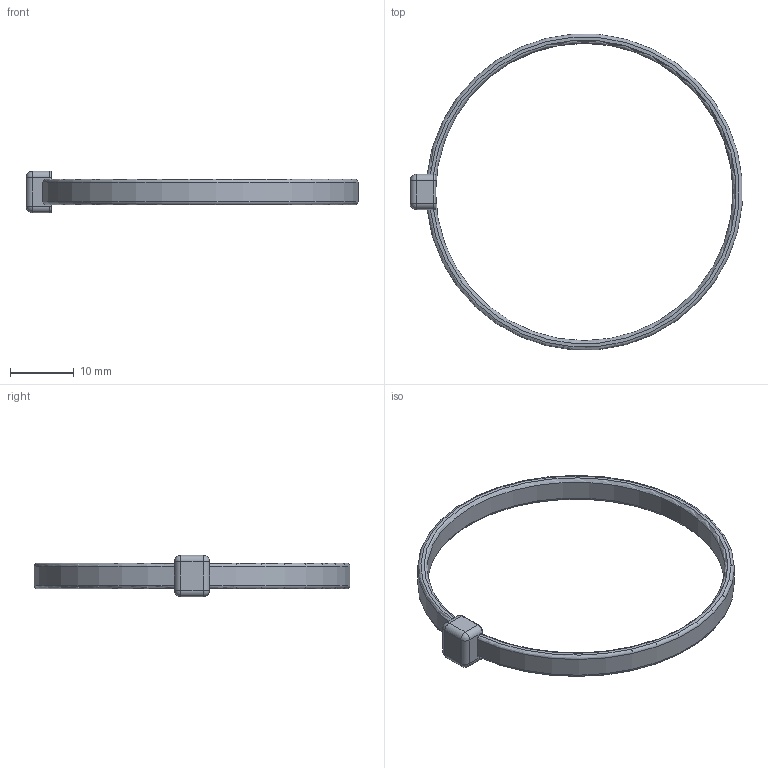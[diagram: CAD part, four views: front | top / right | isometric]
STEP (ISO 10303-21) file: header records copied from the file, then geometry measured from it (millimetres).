
FILE_DESCRIPTION(/* description */ ('CAx-IF Rec.Pracs.---Representation and Presentation of Product Manufacturing Information (PMI)---4.0---2014-10-13','CAx-IF Rec.Pracs.---3D Tessellated Geometry---0.4---2014-09-14','2;1'),/* implementation_level */ '2;1');
FILE_NAME(/* name */ 'M_Zip_Tie_Symbolic_Circular',/* time_stamp */ '2024-04-10T09:55:58+02:00',/* author */ ('Philippe COLBACH'),/* organization */ ('ETH Zurich'),/* preprocessor_version */ 'ST-DEVELOPER v18.1',/* originating_system */ 'SIEMENS PLM Software NX 1988',/* authorisation */ $);
FILE_SCHEMA (('AP242_MANAGED_MODEL_BASED_3D_ENGINEERING_MIM_LF { 1 0 10303 442 3 1 4 }'));
Length unit declared in the file: millimetre
Products named in the file (1): M_Zip_Tie_Symbolic_Circular
Bounding box: 51.91 x 49.36 x 6.5 mm (x, y, z)
Volume: 976.5 mm3; surface area: 1610.5 mm2
Topology: 1 solids, 1 shells, 37 faces, 91 edges, 50 vertices
Faces by surface type: cylinder 16, plane 9, torus 8, sphere 4
Full cylindrical faces by diameter (mm): 46.5 x1
Entity records: 1214 total; most frequent: CARTESIAN_POINT 246, DIRECTION 214, ORIENTED_EDGE 172, AXIS2_PLACEMENT_3D 90, EDGE_CURVE 86, VERTEX_POINT 50, EDGE_LOOP 38, FACE_BOUND 38
